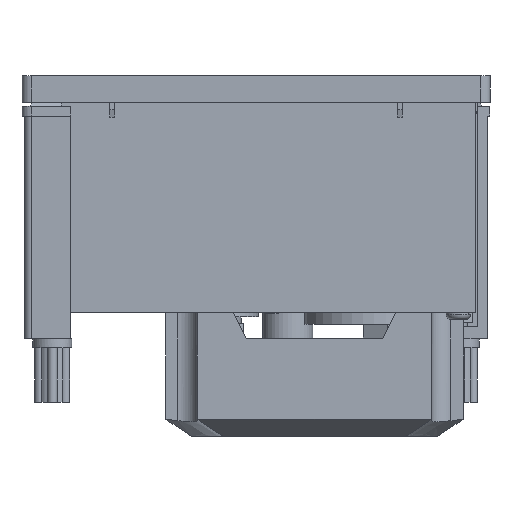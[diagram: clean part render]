
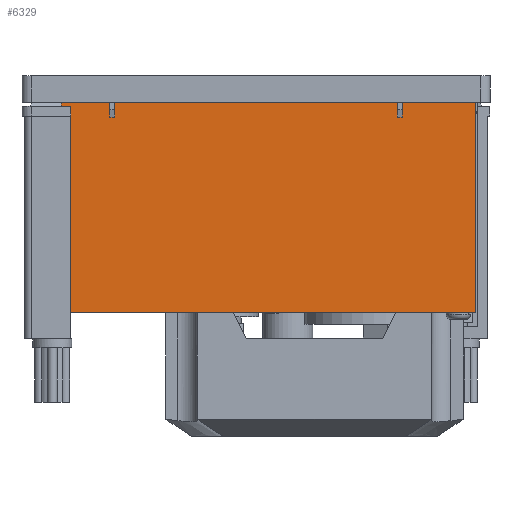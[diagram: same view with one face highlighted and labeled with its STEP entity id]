
A CAD part, front view. The second image highlights one B-rep face of the part: STEP entity #6329.
In plain terms, the highlighted planar face has unit normal (0, -1, 0).
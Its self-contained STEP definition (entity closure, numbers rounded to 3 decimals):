
#9 = DIRECTION ( 'NONE',  ( 0., 0., 1. ) ) ;
#115 = VERTEX_POINT ( 'NONE', #3917 ) ;
#224 = VECTOR ( 'NONE', #15856, 1000. ) ;
#242 = LINE ( 'NONE', #4958, #14557 ) ;
#598 = LINE ( 'NONE', #3460, #224 ) ;
#854 = CARTESIAN_POINT ( 'NONE',  ( 30., -45., -8.5 ) ) ;
#947 = EDGE_LOOP ( 'NONE', ( #14741, #15833, #4546, #5763, #8254, #9140, #10231, #11377, #12025, #7697, #8591, #10768 ) ) ;
#1042 = CARTESIAN_POINT ( 'NONE',  ( 45., -45., -5.5 ) ) ;
#1122 = VERTEX_POINT ( 'NONE', #13265 ) ;
#1516 = VERTEX_POINT ( 'NONE', #7031 ) ;
#1632 = CARTESIAN_POINT ( 'NONE',  ( -29., -45., -8.5 ) ) ;
#1688 = DIRECTION ( 'NONE',  ( 0., 0., -1. ) ) ;
#2043 = VECTOR ( 'NONE', #13798, 1000. ) ;
#2100 = DIRECTION ( 'NONE',  ( 1., 0., 0. ) ) ;
#2120 = DIRECTION ( 'NONE',  ( 0., 0., 1. ) ) ;
#2724 = DIRECTION ( 'NONE',  ( -1., 0., 0. ) ) ;
#2830 = CARTESIAN_POINT ( 'NONE',  ( 30., -45., -8.5 ) ) ;
#2839 = LINE ( 'NONE', #7957, #13246 ) ;
#2863 = EDGE_CURVE ( 'NONE', #4922, #8402, #14256, .T. ) ;
#2904 = CARTESIAN_POINT ( 'NONE',  ( -45., -45., 84.55 ) ) ;
#3014 = VECTOR ( 'NONE', #5662, 1000. ) ;
#3043 = VECTOR ( 'NONE', #2120, 1000. ) ;
#3258 = VECTOR ( 'NONE', #1688, 1000. ) ;
#3344 = VECTOR ( 'NONE', #2100, 1000. ) ;
#3460 = CARTESIAN_POINT ( 'NONE',  ( -30., -45., -8.5 ) ) ;
#3491 = LINE ( 'NONE', #9087, #17197 ) ;
#3527 = VERTEX_POINT ( 'NONE', #8497 ) ;
#3669 = DIRECTION ( 'NONE',  ( -1., 0., 0. ) ) ;
#3917 = CARTESIAN_POINT ( 'NONE',  ( -29., -45., -5.5 ) ) ;
#4178 = CARTESIAN_POINT ( 'NONE',  ( 30., -45., -8.5 ) ) ;
#4208 = DIRECTION ( 'NONE',  ( 0., 0., 1. ) ) ;
#4216 = CARTESIAN_POINT ( 'NONE',  ( 45., -45., 84.55 ) ) ;
#4546 = ORIENTED_EDGE ( 'NONE', *, *, #9775, .T. ) ;
#4662 = LINE ( 'NONE', #14750, #11901 ) ;
#4922 = VERTEX_POINT ( 'NONE', #7946 ) ;
#4958 = CARTESIAN_POINT ( 'NONE',  ( 48., -45., -48.5 ) ) ;
#5077 = CARTESIAN_POINT ( 'NONE',  ( 29., -45., -8.5 ) ) ;
#5271 = FACE_OUTER_BOUND ( 'NONE', #947, .T. ) ;
#5662 = DIRECTION ( 'NONE',  ( 0., 0., 1. ) ) ;
#5763 = ORIENTED_EDGE ( 'NONE', *, *, #5805, .T. ) ;
#5805 = EDGE_CURVE ( 'NONE', #1122, #115, #4662, .T. ) ;
#5935 = VECTOR ( 'NONE', #4208, 1000. ) ;
#6329 = ADVANCED_FACE ( 'NONE', ( #5271 ), #12156, .F. ) ;
#6886 = LINE ( 'NONE', #5077, #9233 ) ;
#7031 = CARTESIAN_POINT ( 'NONE',  ( -45., -45., -5.5 ) ) ;
#7697 = ORIENTED_EDGE ( 'NONE', *, *, #10580, .F. ) ;
#7946 = CARTESIAN_POINT ( 'NONE',  ( 29., -45., -8.5 ) ) ;
#7957 = CARTESIAN_POINT ( 'NONE',  ( 48., -45., -5.5 ) ) ;
#7960 = VERTEX_POINT ( 'NONE', #1042 ) ;
#8136 = EDGE_CURVE ( 'NONE', #16442, #8680, #598, .T. ) ;
#8249 = VERTEX_POINT ( 'NONE', #11774 ) ;
#8254 = ORIENTED_EDGE ( 'NONE', *, *, #12688, .F. ) ;
#8402 = VERTEX_POINT ( 'NONE', #4178 ) ;
#8497 = CARTESIAN_POINT ( 'NONE',  ( -30., -45., -5.5 ) ) ;
#8591 = ORIENTED_EDGE ( 'NONE', *, *, #14984, .F. ) ;
#8680 = VERTEX_POINT ( 'NONE', #13207 ) ;
#9036 = EDGE_CURVE ( 'NONE', #1516, #8249, #12800, .T. ) ;
#9087 = CARTESIAN_POINT ( 'NONE',  ( 48., -45., -5.5 ) ) ;
#9140 = ORIENTED_EDGE ( 'NONE', *, *, #8136, .F. ) ;
#9233 = VECTOR ( 'NONE', #9, 1000. ) ;
#9247 = VERTEX_POINT ( 'NONE', #15851 ) ;
#9372 = EDGE_CURVE ( 'NONE', #3527, #1516, #2839, .T. ) ;
#9775 = EDGE_CURVE ( 'NONE', #4922, #1122, #6886, .T. ) ;
#9984 = LINE ( 'NONE', #1632, #5935 ) ;
#10231 = ORIENTED_EDGE ( 'NONE', *, *, #15942, .T. ) ;
#10580 = EDGE_CURVE ( 'NONE', #15766, #8249, #242, .T. ) ;
#10759 = DIRECTION ( 'NONE',  ( 0., 0., 1. ) ) ;
#10768 = ORIENTED_EDGE ( 'NONE', *, *, #13524, .T. ) ;
#10786 = DIRECTION ( 'NONE',  ( 0., 1., 0. ) ) ;
#10801 = LINE ( 'NONE', #4216, #3258 ) ;
#10877 = CARTESIAN_POINT ( 'NONE',  ( 48., -45., -5.5 ) ) ;
#10917 = CARTESIAN_POINT ( 'NONE',  ( -30., -45., -8.5 ) ) ;
#11377 = ORIENTED_EDGE ( 'NONE', *, *, #9372, .T. ) ;
#11774 = CARTESIAN_POINT ( 'NONE',  ( -45., -45., -48.5 ) ) ;
#11901 = VECTOR ( 'NONE', #14500, 1000. ) ;
#12025 = ORIENTED_EDGE ( 'NONE', *, *, #9036, .T. ) ;
#12156 = PLANE ( 'NONE',  #15080 ) ;
#12688 = EDGE_CURVE ( 'NONE', #8680, #115, #9984, .T. ) ;
#12800 = LINE ( 'NONE', #2904, #2043 ) ;
#13125 = CARTESIAN_POINT ( 'NONE',  ( 45., -45., -48.5 ) ) ;
#13207 = CARTESIAN_POINT ( 'NONE',  ( -29., -45., -8.5 ) ) ;
#13246 = VECTOR ( 'NONE', #2724, 1000. ) ;
#13265 = CARTESIAN_POINT ( 'NONE',  ( 29., -45., -5.5 ) ) ;
#13524 = EDGE_CURVE ( 'NONE', #7960, #9247, #3491, .T. ) ;
#13798 = DIRECTION ( 'NONE',  ( 0., 0., -1. ) ) ;
#13891 = LINE ( 'NONE', #16748, #3014 ) ;
#14256 = LINE ( 'NONE', #2830, #3344 ) ;
#14376 = LINE ( 'NONE', #854, #3043 ) ;
#14500 = DIRECTION ( 'NONE',  ( -1., 0., 0. ) ) ;
#14557 = VECTOR ( 'NONE', #3669, 1000. ) ;
#14741 = ORIENTED_EDGE ( 'NONE', *, *, #15175, .F. ) ;
#14750 = CARTESIAN_POINT ( 'NONE',  ( 48., -45., -5.5 ) ) ;
#14770 = DIRECTION ( 'NONE',  ( -1., 0., 0. ) ) ;
#14984 = EDGE_CURVE ( 'NONE', #7960, #15766, #10801, .T. ) ;
#15080 = AXIS2_PLACEMENT_3D ( 'NONE', #10877, #10786, #10759 ) ;
#15175 = EDGE_CURVE ( 'NONE', #8402, #9247, #14376, .T. ) ;
#15766 = VERTEX_POINT ( 'NONE', #13125 ) ;
#15833 = ORIENTED_EDGE ( 'NONE', *, *, #2863, .F. ) ;
#15851 = CARTESIAN_POINT ( 'NONE',  ( 30., -45., -5.5 ) ) ;
#15856 = DIRECTION ( 'NONE',  ( 1., 0., 0. ) ) ;
#15942 = EDGE_CURVE ( 'NONE', #16442, #3527, #13891, .T. ) ;
#16442 = VERTEX_POINT ( 'NONE', #10917 ) ;
#16748 = CARTESIAN_POINT ( 'NONE',  ( -30., -45., -8.5 ) ) ;
#17197 = VECTOR ( 'NONE', #14770, 1000. ) ;
